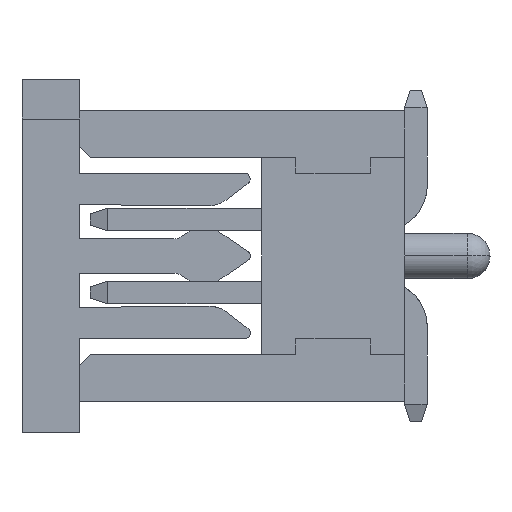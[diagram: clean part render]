
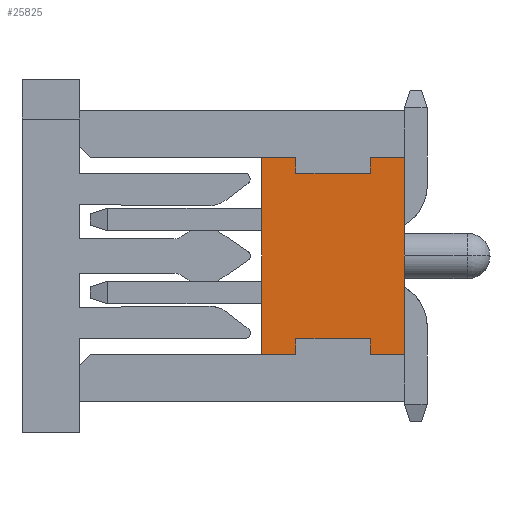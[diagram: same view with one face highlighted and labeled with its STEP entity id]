
A CAD part, left-side view. The second image highlights one B-rep face of the part: STEP entity #25825.
In plain terms, the highlighted planar face has unit normal (-1, 0, 0).
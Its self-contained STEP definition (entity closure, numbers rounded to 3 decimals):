
#8303=CARTESIAN_POINT('',(0.,38.1,-20.955));
#8304=VERTEX_POINT('',#8303);
#8314=CARTESIAN_POINT('',(0.,38.1,-108.585));
#8315=VERTEX_POINT('',#8314);
#8316=CARTESIAN_POINT('',(0.,38.1,-20.955));
#8317=CARTESIAN_POINT('',(0.,38.1,-38.481));
#8318=CARTESIAN_POINT('',(0.,38.1,-56.007));
#8319=CARTESIAN_POINT('',(0.,38.1,-73.533));
#8320=CARTESIAN_POINT('',(0.,38.1,-91.059));
#8321=CARTESIAN_POINT('',(0.,38.1,-108.585));
#8322=B_SPLINE_CURVE_WITH_KNOTS('',5,(#8316,#8317,#8318,#8319,#8320,#8321),.UNSPECIFIED.,.F.,.U.,(6,6),(0.,3.45),.UNSPECIFIED.);
#8323=EDGE_CURVE('',#8304,#8315,#8322,.T.);
#13681=CARTESIAN_POINT('',(0.,101.6,-108.585));
#13682=VERTEX_POINT('',#13681);
#13692=CARTESIAN_POINT('',(0.,101.6,-20.955));
#13693=VERTEX_POINT('',#13692);
#13694=CARTESIAN_POINT('',(0.,101.6,-20.955));
#13695=CARTESIAN_POINT('',(0.,101.6,-38.481));
#13696=CARTESIAN_POINT('',(0.,101.6,-56.007));
#13697=CARTESIAN_POINT('',(0.,101.6,-73.533));
#13698=CARTESIAN_POINT('',(0.,101.6,-91.059));
#13699=CARTESIAN_POINT('',(0.,101.6,-108.585));
#13700=B_SPLINE_CURVE_WITH_KNOTS('',5,(#13694,#13695,#13696,#13697,#13698,#13699),.UNSPECIFIED.,.F.,.U.,(6,6),(0.,3.45),.UNSPECIFIED.);
#13701=EDGE_CURVE('',#13693,#13682,#13700,.T.);
#25387=CARTESIAN_POINT('',(0.,53.34,-20.955));
#25388=VERTEX_POINT('',#25387);
#25398=CARTESIAN_POINT('',(0.,53.34,-20.955));
#25399=CARTESIAN_POINT('',(0.,50.292,-20.955));
#25400=CARTESIAN_POINT('',(0.,47.244,-20.955));
#25401=CARTESIAN_POINT('',(0.,44.196,-20.955));
#25402=CARTESIAN_POINT('',(0.,41.148,-20.955));
#25403=CARTESIAN_POINT('',(0.,38.1,-20.955));
#25404=B_SPLINE_CURVE_WITH_KNOTS('',5,(#25398,#25399,#25400,#25401,#25402,#25403),.UNSPECIFIED.,.F.,.U.,(6,6),(0.,0.6),.UNSPECIFIED.);
#25405=EDGE_CURVE('',#25388,#8304,#25404,.T.);
#25720=CARTESIAN_POINT('',(0.,69.85,-64.77));
#25721=DIRECTION('',(0.,0.,1.));
#25722=DIRECTION('',(-1.,0.,0.));
#25723=AXIS2_PLACEMENT_3D('',#25720,#25722,#25721);
#25724=PLANE('',#25723);
#25725=CARTESIAN_POINT('',(0.,86.36,-101.6));
#25726=VERTEX_POINT('',#25725);
#25727=CARTESIAN_POINT('',(0.,53.34,-101.6));
#25728=VERTEX_POINT('',#25727);
#25729=CARTESIAN_POINT('',(0.,86.36,-101.6));
#25730=CARTESIAN_POINT('',(0.,79.756,-101.6));
#25731=CARTESIAN_POINT('',(0.,73.152,-101.6));
#25732=CARTESIAN_POINT('',(0.,66.548,-101.6));
#25733=CARTESIAN_POINT('',(0.,59.944,-101.6));
#25734=CARTESIAN_POINT('',(0.,53.34,-101.6));
#25735=B_SPLINE_CURVE_WITH_KNOTS('',5,(#25729,#25730,#25731,#25732,#25733,#25734),.UNSPECIFIED.,.F.,.U.,(6,6),(0.,1.3),.UNSPECIFIED.);
#25736=EDGE_CURVE('',#25726,#25728,#25735,.T.);
#25737=ORIENTED_EDGE('',*,*,#25736,.T.);
#25738=CARTESIAN_POINT('',(0.,53.34,-108.585));
#25739=VERTEX_POINT('',#25738);
#25740=CARTESIAN_POINT('',(0.,53.34,-101.6));
#25741=CARTESIAN_POINT('',(0.,53.34,-102.997));
#25742=CARTESIAN_POINT('',(0.,53.34,-104.394));
#25743=CARTESIAN_POINT('',(0.,53.34,-105.791));
#25744=CARTESIAN_POINT('',(0.,53.34,-107.188));
#25745=CARTESIAN_POINT('',(0.,53.34,-108.585));
#25746=B_SPLINE_CURVE_WITH_KNOTS('',5,(#25740,#25741,#25742,#25743,#25744,#25745),.UNSPECIFIED.,.F.,.U.,(6,6),(0.,0.275),.UNSPECIFIED.);
#25747=EDGE_CURVE('',#25728,#25739,#25746,.T.);
#25748=ORIENTED_EDGE('',*,*,#25747,.T.);
#25749=CARTESIAN_POINT('',(0.,53.34,-108.585));
#25750=CARTESIAN_POINT('',(0.,50.292,-108.585));
#25751=CARTESIAN_POINT('',(0.,47.244,-108.585));
#25752=CARTESIAN_POINT('',(0.,44.196,-108.585));
#25753=CARTESIAN_POINT('',(0.,41.148,-108.585));
#25754=CARTESIAN_POINT('',(0.,38.1,-108.585));
#25755=B_SPLINE_CURVE_WITH_KNOTS('',5,(#25749,#25750,#25751,#25752,#25753,#25754),.UNSPECIFIED.,.F.,.U.,(6,6),(0.,0.6),.UNSPECIFIED.);
#25756=EDGE_CURVE('',#25739,#8315,#25755,.T.);
#25757=ORIENTED_EDGE('',*,*,#25756,.T.);
#25758=ORIENTED_EDGE('',*,*,#8323,.F.);
#25759=ORIENTED_EDGE('',*,*,#25405,.F.);
#25760=CARTESIAN_POINT('',(0.,53.34,-27.94));
#25761=VERTEX_POINT('',#25760);
#25762=CARTESIAN_POINT('',(0.,53.34,-20.955));
#25763=CARTESIAN_POINT('',(0.,53.34,-22.352));
#25764=CARTESIAN_POINT('',(0.,53.34,-23.749));
#25765=CARTESIAN_POINT('',(0.,53.34,-25.146));
#25766=CARTESIAN_POINT('',(0.,53.34,-26.543));
#25767=CARTESIAN_POINT('',(0.,53.34,-27.94));
#25768=B_SPLINE_CURVE_WITH_KNOTS('',5,(#25762,#25763,#25764,#25765,#25766,#25767),.UNSPECIFIED.,.F.,.U.,(6,6),(0.,0.275),.UNSPECIFIED.);
#25769=EDGE_CURVE('',#25388,#25761,#25768,.T.);
#25770=ORIENTED_EDGE('',*,*,#25769,.T.);
#25771=CARTESIAN_POINT('',(0.,86.36,-27.94));
#25772=VERTEX_POINT('',#25771);
#25773=CARTESIAN_POINT('',(0.,53.34,-27.94));
#25774=CARTESIAN_POINT('',(0.,59.944,-27.94));
#25775=CARTESIAN_POINT('',(0.,66.548,-27.94));
#25776=CARTESIAN_POINT('',(0.,73.152,-27.94));
#25777=CARTESIAN_POINT('',(0.,79.756,-27.94));
#25778=CARTESIAN_POINT('',(0.,86.36,-27.94));
#25779=B_SPLINE_CURVE_WITH_KNOTS('',5,(#25773,#25774,#25775,#25776,#25777,#25778),.UNSPECIFIED.,.F.,.U.,(6,6),(0.,1.3),.UNSPECIFIED.);
#25780=EDGE_CURVE('',#25761,#25772,#25779,.T.);
#25781=ORIENTED_EDGE('',*,*,#25780,.T.);
#25782=CARTESIAN_POINT('',(0.,86.36,-20.955));
#25783=VERTEX_POINT('',#25782);
#25784=CARTESIAN_POINT('',(0.,86.36,-27.94));
#25785=CARTESIAN_POINT('',(0.,86.36,-26.543));
#25786=CARTESIAN_POINT('',(0.,86.36,-25.146));
#25787=CARTESIAN_POINT('',(0.,86.36,-23.749));
#25788=CARTESIAN_POINT('',(0.,86.36,-22.352));
#25789=CARTESIAN_POINT('',(0.,86.36,-20.955));
#25790=B_SPLINE_CURVE_WITH_KNOTS('',5,(#25784,#25785,#25786,#25787,#25788,#25789),.UNSPECIFIED.,.F.,.U.,(6,6),(0.,0.275),.UNSPECIFIED.);
#25791=EDGE_CURVE('',#25772,#25783,#25790,.T.);
#25792=ORIENTED_EDGE('',*,*,#25791,.T.);
#25793=CARTESIAN_POINT('',(0.,86.36,-20.955));
#25794=CARTESIAN_POINT('',(0.,89.408,-20.955));
#25795=CARTESIAN_POINT('',(0.,92.456,-20.955));
#25796=CARTESIAN_POINT('',(0.,95.504,-20.955));
#25797=CARTESIAN_POINT('',(0.,98.552,-20.955));
#25798=CARTESIAN_POINT('',(0.,101.6,-20.955));
#25799=B_SPLINE_CURVE_WITH_KNOTS('',5,(#25793,#25794,#25795,#25796,#25797,#25798),.UNSPECIFIED.,.F.,.U.,(6,6),(0.,0.6),.UNSPECIFIED.);
#25800=EDGE_CURVE('',#25783,#13693,#25799,.T.);
#25801=ORIENTED_EDGE('',*,*,#25800,.T.);
#25802=ORIENTED_EDGE('',*,*,#13701,.T.);
#25803=CARTESIAN_POINT('',(0.,86.36,-108.585));
#25804=VERTEX_POINT('',#25803);
#25805=CARTESIAN_POINT('',(0.,101.6,-108.585));
#25806=CARTESIAN_POINT('',(0.,98.552,-108.585));
#25807=CARTESIAN_POINT('',(0.,95.504,-108.585));
#25808=CARTESIAN_POINT('',(0.,92.456,-108.585));
#25809=CARTESIAN_POINT('',(0.,89.408,-108.585));
#25810=CARTESIAN_POINT('',(0.,86.36,-108.585));
#25811=B_SPLINE_CURVE_WITH_KNOTS('',5,(#25805,#25806,#25807,#25808,#25809,#25810),.UNSPECIFIED.,.F.,.U.,(6,6),(0.,0.6),.UNSPECIFIED.);
#25812=EDGE_CURVE('',#13682,#25804,#25811,.T.);
#25813=ORIENTED_EDGE('',*,*,#25812,.T.);
#25814=CARTESIAN_POINT('',(0.,86.36,-108.585));
#25815=CARTESIAN_POINT('',(0.,86.36,-107.188));
#25816=CARTESIAN_POINT('',(0.,86.36,-105.791));
#25817=CARTESIAN_POINT('',(0.,86.36,-104.394));
#25818=CARTESIAN_POINT('',(0.,86.36,-102.997));
#25819=CARTESIAN_POINT('',(0.,86.36,-101.6));
#25820=B_SPLINE_CURVE_WITH_KNOTS('',5,(#25814,#25815,#25816,#25817,#25818,#25819),.UNSPECIFIED.,.F.,.U.,(6,6),(0.,0.275),.UNSPECIFIED.);
#25821=EDGE_CURVE('',#25804,#25726,#25820,.T.);
#25822=ORIENTED_EDGE('',*,*,#25821,.T.);
#25823=EDGE_LOOP('',(#25737,#25748,#25757,#25758,#25759,#25770,#25781,#25792,#25801,#25802,#25813,#25822));
#25824=FACE_OUTER_BOUND('',#25823,.T.);
#25825=ADVANCED_FACE('',(#25824),#25724,.T.);
